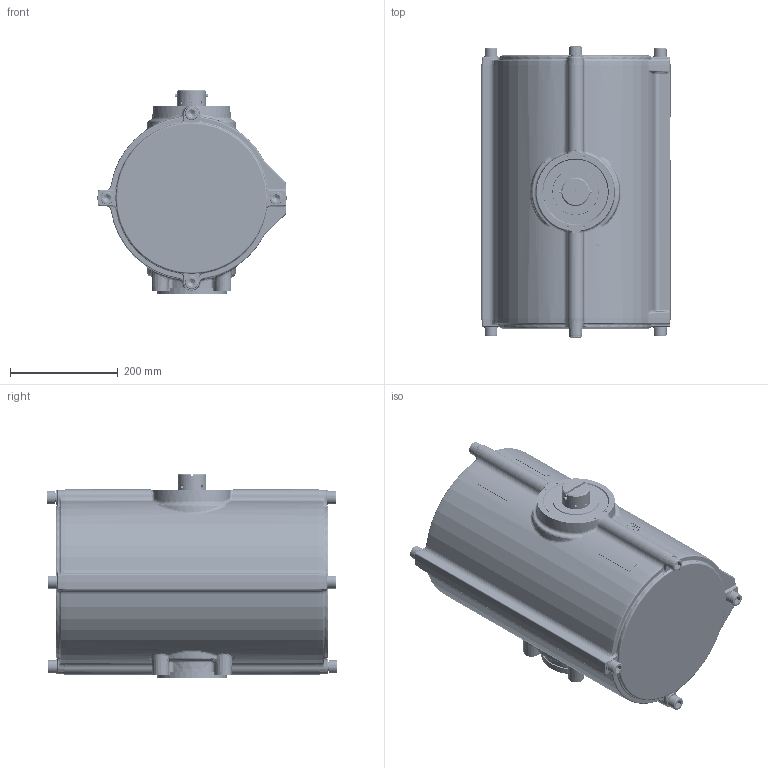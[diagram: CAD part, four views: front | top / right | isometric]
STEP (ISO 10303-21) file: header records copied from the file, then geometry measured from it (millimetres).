
FILE_DESCRIPTION((''),'2;1');
FILE_NAME('RD5630016000000.stp','2011-10-31T14:43:04',('ggavali'),(''),'Autodesk Inventor 2008','Autodesk Inventor 2008','');
FILE_SCHEMA(('AUTOMOTIVE_DESIGN { 1 0 10303 214 1 1 1 1 }'));
Length unit declared in the file: millimetre
Products named in the file (30): RD5630016000000; RG1L0A5AG000P0; PBLAG563016ZR1; PBLAG563016ZR0; MBLAG563016ZR0; 7460082-01; 7460081-01; 63216086; 63216110; 63216092; 61111120; 7250252-01; 7460080-25; MBWAD563001600; RW1L0A5EGV46GB; 7292051; 61230708; PBKOD5630000; MBKOD5630000; RK1L0A5A; 625120270; 63218270; 6251D0880; PBDEL5630000; RD1L0A5A0000R0; 61636109; 60595717; 63214270; 7670218; 7180001
Assembly tree (40 placements, depth 5):
  RD5630016000000
    RG1L0A5AG000P0
    PBLAG563016ZR1
      PBLAG563016ZR0
        MBLAG563016ZR0
          7460082-01
          7460081-01
          63216086  x2
          63216110
          63216092
        61111120
        7250252-01
      7460080-25
    MBWAD563001600
      RW1L0A5EGV46GB
      7292051
      61230708  x2
    PBKOD5630000  x2
      MBKOD5630000
        RK1L0A5A
        625120270
        63218270
      6251D0880
    PBDEL5630000  x2
      RD1L0A5A0000R0
      61636109
      60595717
      63214270
      7670218
    7180001  x2
Bounding box: 351.36 x 540 x 379.5 mm (x, y, z)
Volume: 16884992.1 mm3; surface area: 3006568.1 mm2
Topology: 46 solids, 110 shells, 5887 faces, 14941 edges, 9269 vertices
Faces by surface type: plane 2475, bspline 1523, cylinder 803, cone 590, torus 426, sphere 70
Full cylindrical faces by diameter (mm): 3.5 x2, 4.917 x3, 6 x4, 6.1 x2, 6.5 x2, 9 x1, 16 x11, 17 x8, 24 x8, 27 x8, 29.9 x1, 30 x1, 53 x1, 86 x8, 93 x4, 93.8 x2, 94 x1, 100 x4, 113.8 x2, 116 x1, 120 x6, 125 x1, 130 x1, 140 x2, 273.8 x4, 279.6 x4, 279.9 x4, 283.4 x6, 283.6 x4, 284 x7
Entity records: 219788 total; most frequent: CARTESIAN_POINT 145327, ORIENTED_EDGE 15954, DIRECTION 13542, EDGE_CURVE 7977, VERTEX_POINT 5213, AXIS2_PLACEMENT_3D 4935, EDGE_LOOP 4112, VECTOR 3672
